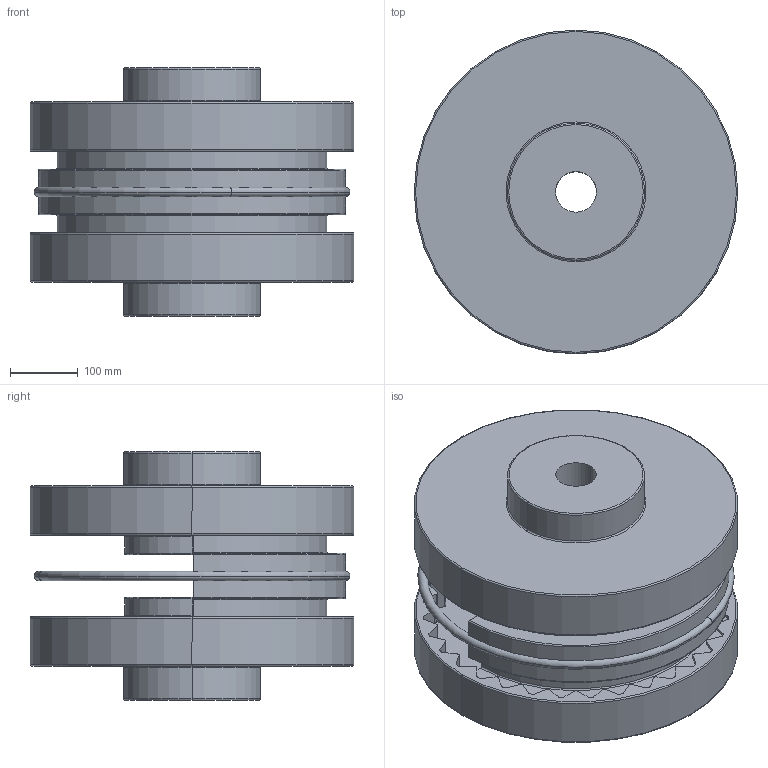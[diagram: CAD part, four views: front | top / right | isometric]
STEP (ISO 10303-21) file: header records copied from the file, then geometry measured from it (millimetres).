
FILE_DESCRIPTION((''),'2;1');
FILE_NAME('SF-16S-16E_ASM','2013-04-03T',('ppetruska'),(''),'PRO/ENGINEER BY PARAMETRIC TECHNOLOGY CORPORATION, 2012480','PRO/ENGINEER BY PARAMETRIC TECHNOLOGY CORPORATION, 2012480','');
FILE_SCHEMA(('CONFIG_CONTROL_DESIGN'));
Length unit declared in the file: millimetre
Products named in the file (4): 16E-SLEEVE; 16S-FLANGE; 16-RING; SF-16S-16E_ASM
Assembly tree (4 placements, depth 2):
  SF-16S-16E_ASM
    16E-SLEEVE
    16S-FLANGE  x2
    16-RING
Bounding box: 479.4 x 479.4 x 368.3 mm (x, y, z)
Volume: 31228137 mm3; surface area: 1983032.2 mm2
Topology: 4 solids, 4 shells, 1228 faces, 3614 edges, 2400 vertices
Faces by surface type: cylinder 821, plane 372, torus 35
Entity records: 27407 total; most frequent: CARTESIAN_POINT 5413, DIRECTION 4928, ORIENTED_EDGE 4612, EDGE_CURVE 2306, AXIS2_PLACEMENT_3D 1858, VERTEX_POINT 1532, VECTOR 1212, LINE 1212
